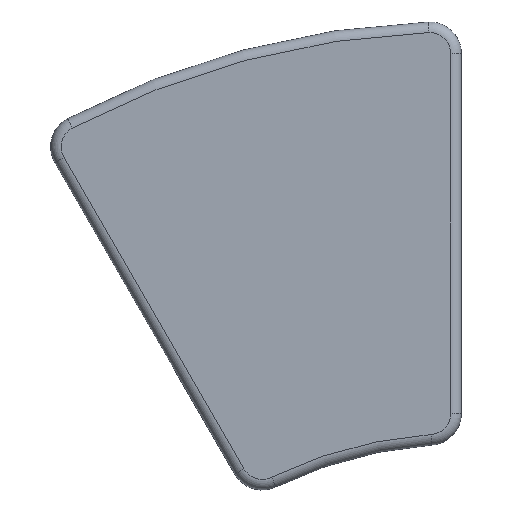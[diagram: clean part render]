
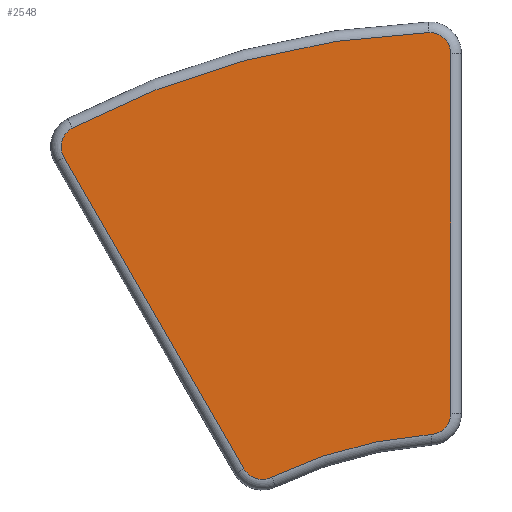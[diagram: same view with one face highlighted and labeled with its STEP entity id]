
A CAD part, top view. The second image highlights one B-rep face of the part: STEP entity #2548.
In plain terms, the highlighted planar face has unit normal (0, 0, 1).
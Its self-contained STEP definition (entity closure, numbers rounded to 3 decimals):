
#758 = VERTEX_POINT('',#759);
#759 = CARTESIAN_POINT('',(-37.605,67.133,4.));
#767 = CYLINDRICAL_SURFACE('',#768,1.);
#768 = AXIS2_PLACEMENT_3D('',#769,#770,#771);
#769 = CARTESIAN_POINT('',(0.866,0.5,3.));
#770 = DIRECTION('',(-0.5,0.866,-0.));
#771 = DIRECTION('',(0.866,0.5,0.));
#779 = TOROIDAL_SURFACE('',#780,2.,1.);
#780 = AXIS2_PLACEMENT_3D('',#781,#782,#783);
#781 = CARTESIAN_POINT('',(-35.873,68.133,3.));
#782 = DIRECTION('',(0.,0.,-1.));
#783 = DIRECTION('',(-1.,0.,0.));
#820 = VERTEX_POINT('',#821);
#821 = CARTESIAN_POINT('',(-20.582,37.648,4.));
#836 = TOROIDAL_SURFACE('',#837,2.,1.);
#837 = AXIS2_PLACEMENT_3D('',#838,#839,#840);
#838 = CARTESIAN_POINT('',(-18.85,38.648,3.));
#839 = DIRECTION('',(0.,0.,-1.));
#840 = DIRECTION('',(-1.,0.,0.));
#848 = EDGE_CURVE('',#758,#820,#849,.T.);
#849 = SURFACE_CURVE('',#850,(#854,#861),.PCURVE_S1.);
#850 = LINE('',#851,#852);
#851 = CARTESIAN_POINT('',(0.866,0.5,4.));
#852 = VECTOR('',#853,1.);
#853 = DIRECTION('',(0.5,-0.866,0.));
#854 = PCURVE('',#767,#855);
#855 = DEFINITIONAL_REPRESENTATION('',(#856),#860);
#856 = LINE('',#857,#858);
#857 = CARTESIAN_POINT('',(4.712,0.));
#858 = VECTOR('',#859,1.);
#859 = DIRECTION('',(0.,-1.));
#860 = ( GEOMETRIC_REPRESENTATION_CONTEXT(2) 
PARAMETRIC_REPRESENTATION_CONTEXT() REPRESENTATION_CONTEXT('2D SPACE',''
  ) );
#861 = PCURVE('',#862,#867);
#862 = PLANE('',#863);
#863 = AXIS2_PLACEMENT_3D('',#864,#865,#866);
#864 = CARTESIAN_POINT('',(0.,0.,4.));
#865 = DIRECTION('',(0.,0.,-1.));
#866 = DIRECTION('',(-1.,0.,0.));
#867 = DEFINITIONAL_REPRESENTATION('',(#868),#872);
#868 = LINE('',#869,#870);
#869 = CARTESIAN_POINT('',(-0.866,0.5));
#870 = VECTOR('',#871,1.);
#871 = DIRECTION('',(-0.5,-0.866));
#872 = ( GEOMETRIC_REPRESENTATION_CONTEXT(2) 
PARAMETRIC_REPRESENTATION_CONTEXT() REPRESENTATION_CONTEXT('2D SPACE',''
  ) );
#1570 = TOROIDAL_SURFACE('',#1571,2.,1.);
#1571 = AXIS2_PLACEMENT_3D('',#1572,#1573,#1574);
#1572 = CARTESIAN_POINT('',(-3.,76.942,3.));
#1573 = DIRECTION('',(0.,0.,-1.));
#1574 = DIRECTION('',(-1.,0.,0.));
#1965 = TOROIDAL_SURFACE('',#1966,41.,1.);
#1966 = AXIS2_PLACEMENT_3D('',#1967,#1968,#1969);
#1967 = CARTESIAN_POINT('',(0.,0.,3.));
#1968 = DIRECTION('',(0.,0.,-1.));
#1969 = DIRECTION('',(-1.,0.,0.));
#2023 = CYLINDRICAL_SURFACE('',#2024,1.);
#2024 = AXIS2_PLACEMENT_3D('',#2025,#2026,#2027);
#2025 = CARTESIAN_POINT('',(-1.,0.,3.));
#2026 = DIRECTION('',(-0.,-1.,-0.));
#2027 = DIRECTION('',(0.,0.,1.));
#2548 = ADVANCED_FACE('',(#2549),#862,.F.);
#2549 = FACE_BOUND('',#2550,.T.);
#2550 = EDGE_LOOP('',(#2551,#2582,#2605,#2629,#2658,#2680,#2681,#2705));
#2551 = ORIENTED_EDGE('',*,*,#2552,.F.);
#2552 = EDGE_CURVE('',#2553,#2555,#2557,.T.);
#2553 = VERTEX_POINT('',#2554);
#2554 = CARTESIAN_POINT('',(-1.,42.895,4.));
#2555 = VERTEX_POINT('',#2556);
#2556 = CARTESIAN_POINT('',(-2.86,40.9,4.));
#2557 = SURFACE_CURVE('',#2558,(#2563,#2570),.PCURVE_S1.);
#2558 = CIRCLE('',#2559,2.);
#2559 = AXIS2_PLACEMENT_3D('',#2560,#2561,#2562);
#2560 = CARTESIAN_POINT('',(-3.,42.895,4.));
#2561 = DIRECTION('',(0.,0.,-1.));
#2562 = DIRECTION('',(-1.,0.,0.));
#2563 = PCURVE('',#862,#2564);
#2564 = DEFINITIONAL_REPRESENTATION('',(#2565),#2569);
#2565 = CIRCLE('',#2566,2.);
#2566 = AXIS2_PLACEMENT_2D('',#2567,#2568);
#2567 = CARTESIAN_POINT('',(3.,42.895));
#2568 = DIRECTION('',(1.,0.));
#2569 = ( GEOMETRIC_REPRESENTATION_CONTEXT(2) 
PARAMETRIC_REPRESENTATION_CONTEXT() REPRESENTATION_CONTEXT('2D SPACE',''
  ) );
#2570 = PCURVE('',#2571,#2576);
#2571 = TOROIDAL_SURFACE('',#2572,2.,1.);
#2572 = AXIS2_PLACEMENT_3D('',#2573,#2574,#2575);
#2573 = CARTESIAN_POINT('',(-3.,42.895,3.));
#2574 = DIRECTION('',(0.,0.,-1.));
#2575 = DIRECTION('',(-1.,0.,0.));
#2576 = DEFINITIONAL_REPRESENTATION('',(#2577),#2581);
#2577 = LINE('',#2578,#2579);
#2578 = CARTESIAN_POINT('',(0.,4.712));
#2579 = VECTOR('',#2580,1.);
#2580 = DIRECTION('',(1.,0.));
#2581 = ( GEOMETRIC_REPRESENTATION_CONTEXT(2) 
PARAMETRIC_REPRESENTATION_CONTEXT() REPRESENTATION_CONTEXT('2D SPACE',''
  ) );
#2582 = ORIENTED_EDGE('',*,*,#2583,.T.);
#2583 = EDGE_CURVE('',#2553,#2584,#2586,.T.);
#2584 = VERTEX_POINT('',#2585);
#2585 = CARTESIAN_POINT('',(-1.,76.942,4.));
#2586 = SURFACE_CURVE('',#2587,(#2591,#2598),.PCURVE_S1.);
#2587 = LINE('',#2588,#2589);
#2588 = CARTESIAN_POINT('',(-1.,0.,4.));
#2589 = VECTOR('',#2590,1.);
#2590 = DIRECTION('',(0.,1.,0.));
#2591 = PCURVE('',#862,#2592);
#2592 = DEFINITIONAL_REPRESENTATION('',(#2593),#2597);
#2593 = LINE('',#2594,#2595);
#2594 = CARTESIAN_POINT('',(1.,0.));
#2595 = VECTOR('',#2596,1.);
#2596 = DIRECTION('',(0.,1.));
#2597 = ( GEOMETRIC_REPRESENTATION_CONTEXT(2) 
PARAMETRIC_REPRESENTATION_CONTEXT() REPRESENTATION_CONTEXT('2D SPACE',''
  ) );
#2598 = PCURVE('',#2023,#2599);
#2599 = DEFINITIONAL_REPRESENTATION('',(#2600),#2604);
#2600 = LINE('',#2601,#2602);
#2601 = CARTESIAN_POINT('',(6.283,0.));
#2602 = VECTOR('',#2603,1.);
#2603 = DIRECTION('',(0.,-1.));
#2604 = ( GEOMETRIC_REPRESENTATION_CONTEXT(2) 
PARAMETRIC_REPRESENTATION_CONTEXT() REPRESENTATION_CONTEXT('2D SPACE',''
  ) );
#2605 = ORIENTED_EDGE('',*,*,#2606,.F.);
#2606 = EDGE_CURVE('',#2607,#2584,#2609,.T.);
#2607 = VERTEX_POINT('',#2608);
#2608 = CARTESIAN_POINT('',(-3.078,78.94,4.));
#2609 = SURFACE_CURVE('',#2610,(#2615,#2622),.PCURVE_S1.);
#2610 = CIRCLE('',#2611,2.);
#2611 = AXIS2_PLACEMENT_3D('',#2612,#2613,#2614);
#2612 = CARTESIAN_POINT('',(-3.,76.942,4.));
#2613 = DIRECTION('',(0.,0.,-1.));
#2614 = DIRECTION('',(-1.,0.,0.));
#2615 = PCURVE('',#862,#2616);
#2616 = DEFINITIONAL_REPRESENTATION('',(#2617),#2621);
#2617 = CIRCLE('',#2618,2.);
#2618 = AXIS2_PLACEMENT_2D('',#2619,#2620);
#2619 = CARTESIAN_POINT('',(3.,76.942));
#2620 = DIRECTION('',(1.,0.));
#2621 = ( GEOMETRIC_REPRESENTATION_CONTEXT(2) 
PARAMETRIC_REPRESENTATION_CONTEXT() REPRESENTATION_CONTEXT('2D SPACE',''
  ) );
#2622 = PCURVE('',#1570,#2623);
#2623 = DEFINITIONAL_REPRESENTATION('',(#2624),#2628);
#2624 = LINE('',#2625,#2626);
#2625 = CARTESIAN_POINT('',(0.,4.712));
#2626 = VECTOR('',#2627,1.);
#2627 = DIRECTION('',(1.,0.));
#2628 = ( GEOMETRIC_REPRESENTATION_CONTEXT(2) 
PARAMETRIC_REPRESENTATION_CONTEXT() REPRESENTATION_CONTEXT('2D SPACE',''
  ) );
#2629 = ORIENTED_EDGE('',*,*,#2630,.F.);
#2630 = EDGE_CURVE('',#2631,#2607,#2633,.T.);
#2631 = VERTEX_POINT('',#2632);
#2632 = CARTESIAN_POINT('',(-36.804,69.903,4.));
#2633 = SURFACE_CURVE('',#2634,(#2639,#2646),.PCURVE_S1.);
#2634 = CIRCLE('',#2635,79.);
#2635 = AXIS2_PLACEMENT_3D('',#2636,#2637,#2638);
#2636 = CARTESIAN_POINT('',(0.,0.,4.));
#2637 = DIRECTION('',(0.,0.,-1.));
#2638 = DIRECTION('',(-1.,0.,0.));
#2639 = PCURVE('',#862,#2640);
#2640 = DEFINITIONAL_REPRESENTATION('',(#2641),#2645);
#2641 = CIRCLE('',#2642,79.);
#2642 = AXIS2_PLACEMENT_2D('',#2643,#2644);
#2643 = CARTESIAN_POINT('',(0.,0.));
#2644 = DIRECTION('',(1.,0.));
#2645 = ( GEOMETRIC_REPRESENTATION_CONTEXT(2) 
PARAMETRIC_REPRESENTATION_CONTEXT() REPRESENTATION_CONTEXT('2D SPACE',''
  ) );
#2646 = PCURVE('',#2647,#2652);
#2647 = TOROIDAL_SURFACE('',#2648,79.,1.);
#2648 = AXIS2_PLACEMENT_3D('',#2649,#2650,#2651);
#2649 = CARTESIAN_POINT('',(0.,0.,3.));
#2650 = DIRECTION('',(0.,0.,-1.));
#2651 = DIRECTION('',(-1.,0.,0.));
#2652 = DEFINITIONAL_REPRESENTATION('',(#2653),#2657);
#2653 = LINE('',#2654,#2655);
#2654 = CARTESIAN_POINT('',(0.,4.712));
#2655 = VECTOR('',#2656,1.);
#2656 = DIRECTION('',(1.,0.));
#2657 = ( GEOMETRIC_REPRESENTATION_CONTEXT(2) 
PARAMETRIC_REPRESENTATION_CONTEXT() REPRESENTATION_CONTEXT('2D SPACE',''
  ) );
#2658 = ORIENTED_EDGE('',*,*,#2659,.F.);
#2659 = EDGE_CURVE('',#758,#2631,#2660,.T.);
#2660 = SURFACE_CURVE('',#2661,(#2666,#2673),.PCURVE_S1.);
#2661 = CIRCLE('',#2662,2.);
#2662 = AXIS2_PLACEMENT_3D('',#2663,#2664,#2665);
#2663 = CARTESIAN_POINT('',(-35.873,68.133,4.));
#2664 = DIRECTION('',(0.,0.,-1.));
#2665 = DIRECTION('',(-1.,0.,0.));
#2666 = PCURVE('',#862,#2667);
#2667 = DEFINITIONAL_REPRESENTATION('',(#2668),#2672);
#2668 = CIRCLE('',#2669,2.);
#2669 = AXIS2_PLACEMENT_2D('',#2670,#2671);
#2670 = CARTESIAN_POINT('',(35.873,68.133));
#2671 = DIRECTION('',(1.,0.));
#2672 = ( GEOMETRIC_REPRESENTATION_CONTEXT(2) 
PARAMETRIC_REPRESENTATION_CONTEXT() REPRESENTATION_CONTEXT('2D SPACE',''
  ) );
#2673 = PCURVE('',#779,#2674);
#2674 = DEFINITIONAL_REPRESENTATION('',(#2675),#2679);
#2675 = LINE('',#2676,#2677);
#2676 = CARTESIAN_POINT('',(-6.283,4.712));
#2677 = VECTOR('',#2678,1.);
#2678 = DIRECTION('',(1.,0.));
#2679 = ( GEOMETRIC_REPRESENTATION_CONTEXT(2) 
PARAMETRIC_REPRESENTATION_CONTEXT() REPRESENTATION_CONTEXT('2D SPACE',''
  ) );
#2680 = ORIENTED_EDGE('',*,*,#848,.T.);
#2681 = ORIENTED_EDGE('',*,*,#2682,.F.);
#2682 = EDGE_CURVE('',#2683,#820,#2685,.T.);
#2683 = VERTEX_POINT('',#2684);
#2684 = CARTESIAN_POINT('',(-17.973,36.851,4.));
#2685 = SURFACE_CURVE('',#2686,(#2691,#2698),.PCURVE_S1.);
#2686 = CIRCLE('',#2687,2.);
#2687 = AXIS2_PLACEMENT_3D('',#2688,#2689,#2690);
#2688 = CARTESIAN_POINT('',(-18.85,38.648,4.));
#2689 = DIRECTION('',(0.,0.,-1.));
#2690 = DIRECTION('',(-1.,0.,0.));
#2691 = PCURVE('',#862,#2692);
#2692 = DEFINITIONAL_REPRESENTATION('',(#2693),#2697);
#2693 = CIRCLE('',#2694,2.);
#2694 = AXIS2_PLACEMENT_2D('',#2695,#2696);
#2695 = CARTESIAN_POINT('',(18.85,38.648));
#2696 = DIRECTION('',(1.,0.));
#2697 = ( GEOMETRIC_REPRESENTATION_CONTEXT(2) 
PARAMETRIC_REPRESENTATION_CONTEXT() REPRESENTATION_CONTEXT('2D SPACE',''
  ) );
#2698 = PCURVE('',#836,#2699);
#2699 = DEFINITIONAL_REPRESENTATION('',(#2700),#2704);
#2700 = LINE('',#2701,#2702);
#2701 = CARTESIAN_POINT('',(0.,4.712));
#2702 = VECTOR('',#2703,1.);
#2703 = DIRECTION('',(1.,0.));
#2704 = ( GEOMETRIC_REPRESENTATION_CONTEXT(2) 
PARAMETRIC_REPRESENTATION_CONTEXT() REPRESENTATION_CONTEXT('2D SPACE',''
  ) );
#2705 = ORIENTED_EDGE('',*,*,#2706,.T.);
#2706 = EDGE_CURVE('',#2683,#2555,#2707,.T.);
#2707 = SURFACE_CURVE('',#2708,(#2713,#2720),.PCURVE_S1.);
#2708 = CIRCLE('',#2709,41.);
#2709 = AXIS2_PLACEMENT_3D('',#2710,#2711,#2712);
#2710 = CARTESIAN_POINT('',(0.,0.,4.));
#2711 = DIRECTION('',(0.,0.,-1.));
#2712 = DIRECTION('',(-1.,0.,0.));
#2713 = PCURVE('',#862,#2714);
#2714 = DEFINITIONAL_REPRESENTATION('',(#2715),#2719);
#2715 = CIRCLE('',#2716,41.);
#2716 = AXIS2_PLACEMENT_2D('',#2717,#2718);
#2717 = CARTESIAN_POINT('',(0.,0.));
#2718 = DIRECTION('',(1.,0.));
#2719 = ( GEOMETRIC_REPRESENTATION_CONTEXT(2) 
PARAMETRIC_REPRESENTATION_CONTEXT() REPRESENTATION_CONTEXT('2D SPACE',''
  ) );
#2720 = PCURVE('',#1965,#2721);
#2721 = DEFINITIONAL_REPRESENTATION('',(#2722),#2726);
#2722 = LINE('',#2723,#2724);
#2723 = CARTESIAN_POINT('',(0.,4.712));
#2724 = VECTOR('',#2725,1.);
#2725 = DIRECTION('',(1.,0.));
#2726 = ( GEOMETRIC_REPRESENTATION_CONTEXT(2) 
PARAMETRIC_REPRESENTATION_CONTEXT() REPRESENTATION_CONTEXT('2D SPACE',''
  ) );
